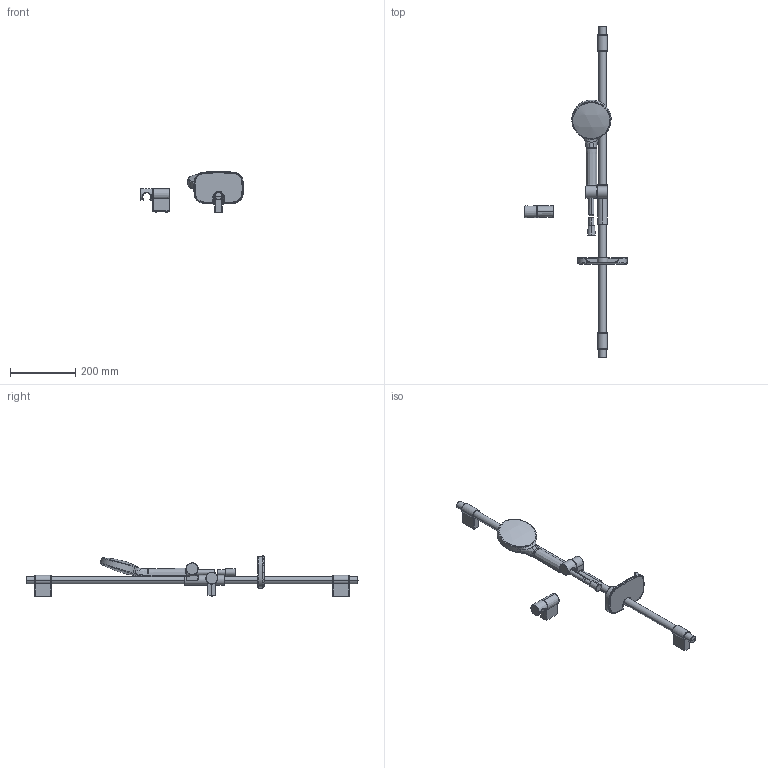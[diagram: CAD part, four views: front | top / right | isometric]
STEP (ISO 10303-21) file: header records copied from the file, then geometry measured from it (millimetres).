
FILE_DESCRIPTION (( 'STEP AP203' ), '1' );
FILE_NAME ('84370110.STEP', '2018-03-20T05:23:09', ( '' ), ( '' ), 'SwSTEP 2.0', 'SolidWorks 2016', '' );
FILE_SCHEMA (( 'CONFIG_CONTROL_DESIGN' ));
Length unit declared in the file: millimetre
Products named in the file (1): 84370110
Bounding box: 314.62 x 1014 x 126.29 mm (x, y, z)
Volume: 1327548.5 mm3; surface area: 231866 mm2
Topology: 11 solids, 11 shells, 274 faces, 625 edges, 371 vertices
Faces by surface type: bspline 88, cylinder 63, torus 48, plane 43, cone 22, sphere 10
Entity records: 22828 total; most frequent: CARTESIAN_POINT 17243, ORIENTED_EDGE 1230, DIRECTION 1032, EDGE_CURVE 615, AXIS2_PLACEMENT_3D 451, VERTEX_POINT 371, EDGE_LOOP 282, FACE_OUTER_BOUND 274
